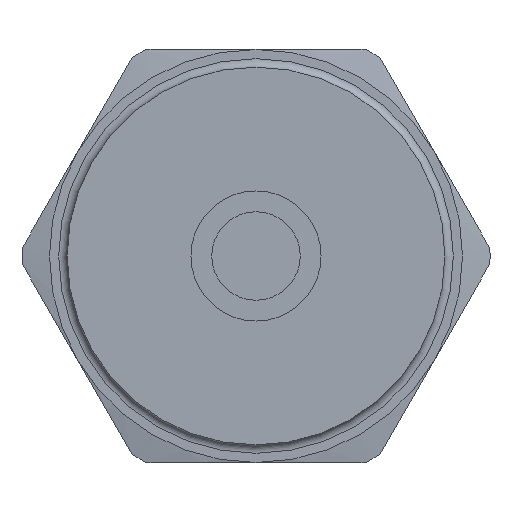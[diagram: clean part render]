
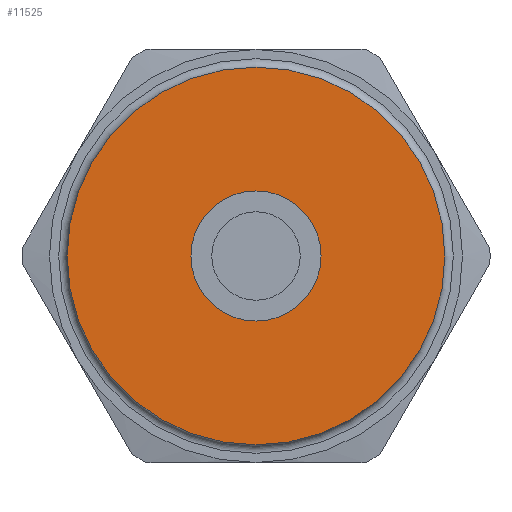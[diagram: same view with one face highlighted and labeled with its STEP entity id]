
A CAD part, front view. The second image highlights one B-rep face of the part: STEP entity #11525.
In plain terms, the highlighted planar face has unit normal (0, -1, 0).
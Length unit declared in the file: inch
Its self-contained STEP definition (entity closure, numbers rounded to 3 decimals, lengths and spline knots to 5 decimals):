
#47=FACE_BOUND('',#1812,.T.);
#550=PLANE('',#12189);
#629=CIRCLE('',#12129,0.155);
#658=CIRCLE('',#12185,0.45);
#1227=FACE_OUTER_BOUND('',#1811,.T.);
#1811=EDGE_LOOP('',(#10561));
#1812=EDGE_LOOP('',(#10562));
#5800=VERTEX_POINT('',#22364);
#5840=VERTEX_POINT('',#22546);
#7363=EDGE_CURVE('',#5800,#5800,#629,.T.);
#7431=EDGE_CURVE('',#5840,#5840,#658,.T.);
#10561=ORIENTED_EDGE('',*,*,#7431,.F.);
#10562=ORIENTED_EDGE('',*,*,#7363,.T.);
#11525=ADVANCED_FACE('',(#1227,#47),#550,.T.);
#12129=AXIS2_PLACEMENT_3D('',#22365,#14640,#14641);
#12185=AXIS2_PLACEMENT_3D('',#22548,#14767,#14768);
#12189=AXIS2_PLACEMENT_3D('',#22554,#14776,#14777);
#14640=DIRECTION('center_axis',(0.,1.,0.));
#14641=DIRECTION('ref_axis',(-0.5,0.,-0.866));
#14767=DIRECTION('center_axis',(0.,1.,0.));
#14768=DIRECTION('ref_axis',(-0.5,0.,-0.866));
#14776=DIRECTION('center_axis',(0.,-1.,0.));
#14777=DIRECTION('ref_axis',(-0.866,0.,0.5));
#22364=CARTESIAN_POINT('',(0.0775,0.7283,0.13423));
#22365=CARTESIAN_POINT('Origin',(0.,0.7283,
0.));
#22546=CARTESIAN_POINT('',(0.38971,0.7283,-0.225));
#22548=CARTESIAN_POINT('Origin',(0.,0.7283,
0.));
#22554=CARTESIAN_POINT('Origin',(-0.38971,0.7283,0.225));
